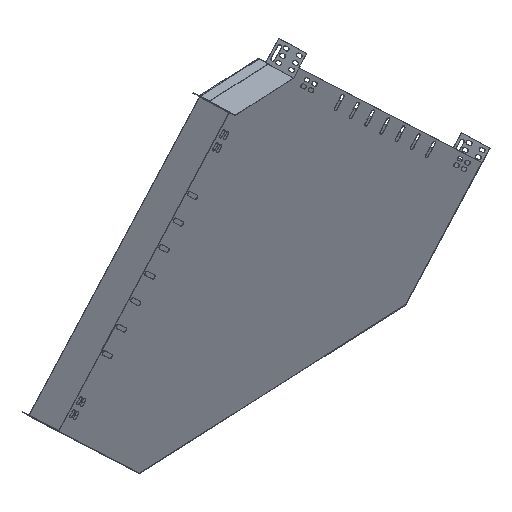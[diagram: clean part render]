
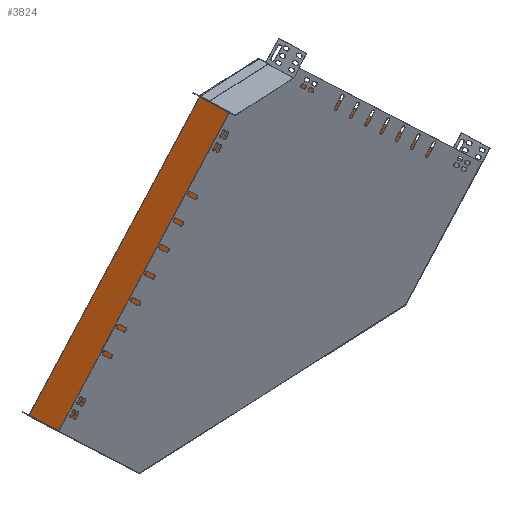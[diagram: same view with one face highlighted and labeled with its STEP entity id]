
A CAD part, isometric view. The second image highlights one B-rep face of the part: STEP entity #3824.
In plain terms, the highlighted planar face has unit normal (0.022, -1, 0.006).
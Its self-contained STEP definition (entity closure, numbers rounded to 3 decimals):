
#205 = VERTEX_POINT ( 'NONE', #8690 ) ;
#261 = CARTESIAN_POINT ( 'NONE',  ( -489.955, 76.187, -112.721 ) ) ;
#278 = VECTOR ( 'NONE', #458, 1000. ) ;
#456 = DIRECTION ( 'NONE',  ( 0.027, -0.006, -1. ) ) ;
#458 = DIRECTION ( 'NONE',  ( -0.999, -0.022, -0.027 ) ) ;
#484 = LINE ( 'NONE', #4856, #4259 ) ;
#546 = DIRECTION ( 'NONE',  ( 0.027, -0.006, -1. ) ) ;
#611 = LINE ( 'NONE', #1631, #8345 ) ;
#623 = DIRECTION ( 'NONE',  ( 0.027, -0.006, -1. ) ) ;
#800 = VECTOR ( 'NONE', #6188, 1000. ) ;
#817 = EDGE_CURVE ( 'NONE', #8756, #7582, #4044, .T. ) ;
#1072 = CARTESIAN_POINT ( 'NONE',  ( 148.964, 90.213, -95.444 ) ) ;
#1127 = EDGE_CURVE ( 'NONE', #2141, #5174, #6714, .T. ) ;
#1333 = DIRECTION ( 'NONE',  ( 0.726, 0.011, -0.688 ) ) ;
#1602 = CARTESIAN_POINT ( 'NONE',  ( -116.176, 88.234, 499.596 ) ) ;
#1631 = CARTESIAN_POINT ( 'NONE',  ( -670.657, 73.344, 58.483 ) ) ;
#1632 = ORIENTED_EDGE ( 'NONE', *, *, #2450, .T. ) ;
#1998 = VECTOR ( 'NONE', #2281, 1000. ) ;
#2053 = ORIENTED_EDGE ( 'NONE', *, *, #817, .T. ) ;
#2141 = VERTEX_POINT ( 'NONE', #7440 ) ;
#2176 = ORIENTED_EDGE ( 'NONE', *, *, #1127, .F. ) ;
#2281 = DIRECTION ( 'NONE',  ( 0.999, 0.022, 0.027 ) ) ;
#2450 = EDGE_CURVE ( 'NONE', #7582, #5258, #484, .T. ) ;
#2667 = VERTEX_POINT ( 'NONE', #4368 ) ;
#2786 = LINE ( 'NONE', #9187, #800 ) ;
#2840 = PLANE ( 'NONE',  #3312 ) ;
#3225 = DIRECTION ( 'NONE',  ( -0.027, 0.006, 1. ) ) ;
#3312 = AXIS2_PLACEMENT_3D ( 'NONE', #3616, #5123, #623 ) ;
#3596 = EDGE_CURVE ( 'NONE', #4470, #3758, #4216, .T. ) ;
#3616 = CARTESIAN_POINT ( 'NONE',  ( 320.092, 95.096, 85.773 ) ) ;
#3645 = VERTEX_POINT ( 'NONE', #261 ) ;
#3758 = VERTEX_POINT ( 'NONE', #4894 ) ;
#3824 = ADVANCED_FACE ( 'NONE', ( #4463 ), #2840, .T. ) ;
#3897 = DIRECTION ( 'NONE',  ( -0.687, -0.02, -0.726 ) ) ;
#3970 = VECTOR ( 'NONE', #3225, 1000. ) ;
#4013 = EDGE_CURVE ( 'NONE', #3758, #5258, #2786, .T. ) ;
#4044 = LINE ( 'NONE', #6475, #278 ) ;
#4216 = LINE ( 'NONE', #6950, #3970 ) ;
#4259 = VECTOR ( 'NONE', #9329, 1000. ) ;
#4359 = ORIENTED_EDGE ( 'NONE', *, *, #7916, .F. ) ;
#4368 = CARTESIAN_POINT ( 'NONE',  ( 320.092, 95.096, 85.773 ) ) ;
#4463 = FACE_OUTER_BOUND ( 'NONE', #6033, .T. ) ;
#4470 = VERTEX_POINT ( 'NONE', #4677 ) ;
#4663 = CARTESIAN_POINT ( 'NONE',  ( -257.511, 85.131, 495.775 ) ) ;
#4677 = CARTESIAN_POINT ( 'NONE',  ( -670.657, 73.344, 58.483 ) ) ;
#4777 = LINE ( 'NONE', #7204, #9212 ) ;
#4856 = CARTESIAN_POINT ( 'NONE',  ( -257.511, 85.131, 495.775 ) ) ;
#4894 = CARTESIAN_POINT ( 'NONE',  ( -670.671, 73.347, 58.983 ) ) ;
#4926 = CARTESIAN_POINT ( 'NONE',  ( -257.498, 85.128, 495.275 ) ) ;
#5088 = CARTESIAN_POINT ( 'NONE',  ( -116.162, 88.231, 499.096 ) ) ;
#5123 = DIRECTION ( 'NONE',  ( 0.022, -1., 0.006 ) ) ;
#5174 = VERTEX_POINT ( 'NONE', #1072 ) ;
#5258 = VERTEX_POINT ( 'NONE', #4926 ) ;
#5287 = EDGE_CURVE ( 'NONE', #2667, #2141, #4777, .T. ) ;
#5417 = DIRECTION ( 'NONE',  ( 0.726, 0.011, -0.688 ) ) ;
#6033 = EDGE_LOOP ( 'NONE', ( #7913, #9365, #9041, #6162, #2176, #8500, #9417, #4359, #2053, #1632 ) ) ;
#6162 = ORIENTED_EDGE ( 'NONE', *, *, #8719, .T. ) ;
#6188 = DIRECTION ( 'NONE',  ( 0.687, 0.02, 0.726 ) ) ;
#6475 = CARTESIAN_POINT ( 'NONE',  ( -257.511, 85.131, 495.775 ) ) ;
#6529 = CARTESIAN_POINT ( 'NONE',  ( -116.176, 88.234, 499.596 ) ) ;
#6714 = LINE ( 'NONE', #7621, #8715 ) ;
#6782 = CARTESIAN_POINT ( 'NONE',  ( 148.964, 90.213, -95.444 ) ) ;
#6950 = CARTESIAN_POINT ( 'NONE',  ( -670.657, 73.344, 58.483 ) ) ;
#7204 = CARTESIAN_POINT ( 'NONE',  ( 320.092, 95.096, 85.773 ) ) ;
#7286 = LINE ( 'NONE', #6529, #9043 ) ;
#7440 = CARTESIAN_POINT ( 'NONE',  ( 320.106, 95.093, 85.274 ) ) ;
#7582 = VERTEX_POINT ( 'NONE', #4663 ) ;
#7586 = EDGE_CURVE ( 'NONE', #4470, #3645, #611, .T. ) ;
#7621 = CARTESIAN_POINT ( 'NONE',  ( 320.106, 95.093, 85.274 ) ) ;
#7880 = LINE ( 'NONE', #5088, #9628 ) ;
#7913 = ORIENTED_EDGE ( 'NONE', *, *, #4013, .F. ) ;
#7916 = EDGE_CURVE ( 'NONE', #8756, #205, #7286, .T. ) ;
#7974 = LINE ( 'NONE', #6782, #1998 ) ;
#8345 = VECTOR ( 'NONE', #5417, 1000. ) ;
#8500 = ORIENTED_EDGE ( 'NONE', *, *, #5287, .F. ) ;
#8690 = CARTESIAN_POINT ( 'NONE',  ( -116.162, 88.231, 499.096 ) ) ;
#8715 = VECTOR ( 'NONE', #3897, 1000. ) ;
#8719 = EDGE_CURVE ( 'NONE', #3645, #5174, #7974, .T. ) ;
#8756 = VERTEX_POINT ( 'NONE', #1602 ) ;
#9041 = ORIENTED_EDGE ( 'NONE', *, *, #7586, .T. ) ;
#9043 = VECTOR ( 'NONE', #546, 1000. ) ;
#9160 = EDGE_CURVE ( 'NONE', #205, #2667, #7880, .T. ) ;
#9187 = CARTESIAN_POINT ( 'NONE',  ( -257.498, 85.128, 495.275 ) ) ;
#9212 = VECTOR ( 'NONE', #456, 1000. ) ;
#9329 = DIRECTION ( 'NONE',  ( 0.027, -0.006, -1. ) ) ;
#9365 = ORIENTED_EDGE ( 'NONE', *, *, #3596, .F. ) ;
#9417 = ORIENTED_EDGE ( 'NONE', *, *, #9160, .F. ) ;
#9628 = VECTOR ( 'NONE', #1333, 1000. ) ;
